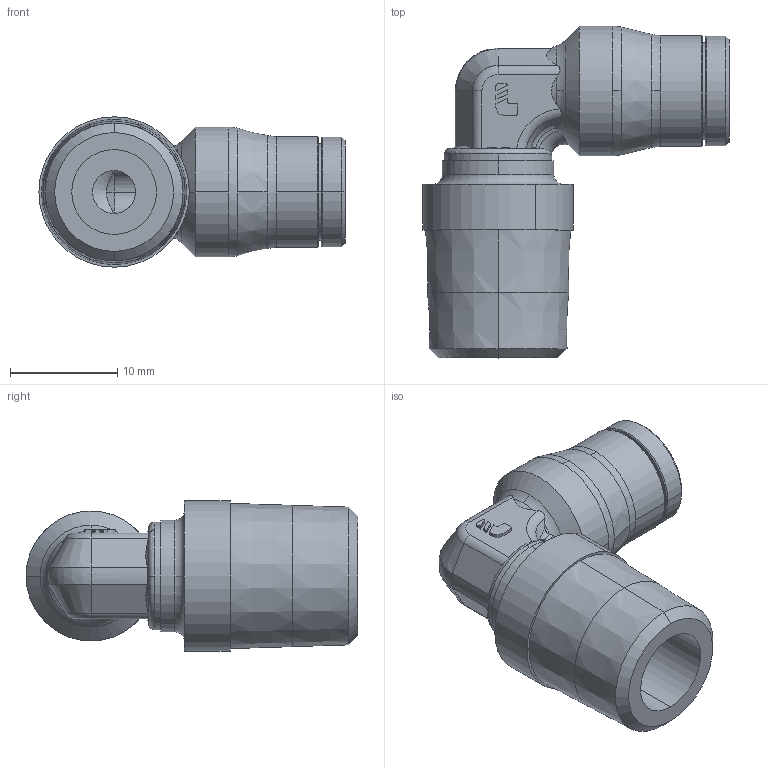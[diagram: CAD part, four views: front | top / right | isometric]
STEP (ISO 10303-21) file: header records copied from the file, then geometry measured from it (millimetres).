
FILE_DESCRIPTION(('STEP AP214'),'1');
FILE_NAME('3609_06_13.stp','2016-07-07T14:13:44',('TraceParts'),('TraceParts S.A.'),'Spatial InterOp 3D',' ',' ');
FILE_SCHEMA(('automotive_design'));
Length unit declared in the file: millimetre
Products named in the file (1): 1
Bounding box: 28.5 x 30.9 x 14 mm (x, y, z)
Volume: 3359.7 mm3; surface area: 2778.6 mm2
Topology: 1 solids, 1 shells, 123 faces, 310 edges, 200 vertices
Faces by surface type: cylinder 37, plane 33, cone 29, torus 23, sphere 1
Entity records: 4101 total; most frequent: CARTESIAN_POINT 1087, DIRECTION 662, ORIENTED_EDGE 618, EDGE_CURVE 309, AXIS2_PLACEMENT_3D 281, VERTEX_POINT 200, CIRCLE 155, EDGE_LOOP 137
